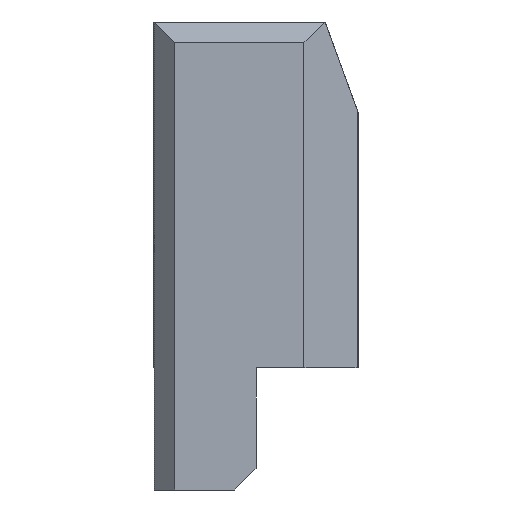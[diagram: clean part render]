
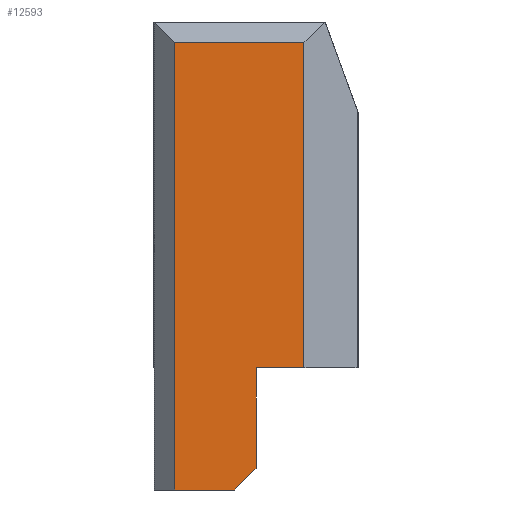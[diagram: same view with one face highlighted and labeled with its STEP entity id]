
A CAD part, left-side view. The second image highlights one B-rep face of the part: STEP entity #12593.
In plain terms, the highlighted planar face has unit normal (-1, 0, 0).
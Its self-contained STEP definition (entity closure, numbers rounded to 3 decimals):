
#2991 = PLANE('',#2992);
#2992 = AXIS2_PLACEMENT_3D('',#2993,#2994,#2995);
#2993 = CARTESIAN_POINT('',(0.571,-0.929,-5.));
#2994 = DIRECTION('',(0.707,0.707,0.));
#2995 = DIRECTION('',(0.,0.,1.));
#3266 = PLANE('',#3267);
#3267 = AXIS2_PLACEMENT_3D('',#3268,#3269,#3270);
#3268 = CARTESIAN_POINT('',(-7.,-5.,12.));
#3269 = DIRECTION('',(-0.707,0.,0.707));
#3270 = DIRECTION('',(0.707,0.,0.707));
#9622 = VERTEX_POINT('',#9623);
#9623 = CARTESIAN_POINT('',(-3.,2.642,0.));
#9636 = PLANE('',#9637);
#9637 = AXIS2_PLACEMENT_3D('',#9638,#9639,#9640);
#9638 = CARTESIAN_POINT('',(-5.,-1.,0.));
#9639 = DIRECTION('',(0.,0.,1.));
#9640 = DIRECTION('',(1.,0.,0.));
#9647 = EDGE_CURVE('',#9622,#9648,#9650,.T.);
#9648 = VERTEX_POINT('',#9649);
#9649 = CARTESIAN_POINT('',(-3.,2.642,16.));
#9650 = SURFACE_CURVE('',#9651,(#9655,#9661),.PCURVE_S1.);
#9651 = LINE('',#9652,#9653);
#9652 = CARTESIAN_POINT('',(-3.,2.642,-5.5));
#9653 = VECTOR('',#9654,1.);
#9654 = DIRECTION('',(0.,0.,1.));
#9655 = PCURVE('',#2991,#9656);
#9656 = DEFINITIONAL_REPRESENTATION('',(#9657),#9660);
#9657 = B_SPLINE_CURVE_WITH_KNOTS('',1,(#9658,#9659),.UNSPECIFIED.,.F.,
  .F.,(2,2),(-1.703,24.736),.PIECEWISE_BEZIER_KNOTS.);
#9658 = CARTESIAN_POINT('',(-2.203,-5.05));
#9659 = CARTESIAN_POINT('',(24.236,-5.05));
#9660 = ( GEOMETRIC_REPRESENTATION_CONTEXT(2) 
PARAMETRIC_REPRESENTATION_CONTEXT() REPRESENTATION_CONTEXT('2D SPACE',''
  ) );
#9661 = PCURVE('',#9662,#9667);
#9662 = PLANE('',#9663);
#9663 = AXIS2_PLACEMENT_3D('',#9664,#9665,#9666);
#9664 = CARTESIAN_POINT('',(-3.,0.,-6.));
#9665 = DIRECTION('',(1.,0.,0.));
#9666 = DIRECTION('',(0.,0.,1.));
#9667 = DEFINITIONAL_REPRESENTATION('',(#9668),#9671);
#9668 = B_SPLINE_CURVE_WITH_KNOTS('',1,(#9669,#9670),.UNSPECIFIED.,.F.,
  .F.,(2,2),(-1.703,24.736),.PIECEWISE_BEZIER_KNOTS.);
#9669 = CARTESIAN_POINT('',(-1.203,-2.642));
#9670 = CARTESIAN_POINT('',(25.236,-2.642));
#9671 = ( GEOMETRIC_REPRESENTATION_CONTEXT(2) 
PARAMETRIC_REPRESENTATION_CONTEXT() REPRESENTATION_CONTEXT('2D SPACE',''
  ) );
#9714 = PLANE('',#9715);
#9715 = AXIS2_PLACEMENT_3D('',#9716,#9717,#9718);
#9716 = CARTESIAN_POINT('',(-3.,0.,-6.));
#9717 = DIRECTION('',(0.,0.,1.));
#9718 = DIRECTION('',(1.,0.,0.));
#9739 = PLANE('',#9740);
#9740 = AXIS2_PLACEMENT_3D('',#9741,#9742,#9743);
#9741 = CARTESIAN_POINT('',(-7.,5.,-10.));
#9742 = DIRECTION('',(-0.707,0.707,0.));
#9743 = DIRECTION('',(0.,0.,1.));
#9807 = VERTEX_POINT('',#9808);
#9808 = CARTESIAN_POINT('',(-3.,9.,16.));
#9827 = EDGE_CURVE('',#9807,#9648,#9828,.T.);
#9828 = SURFACE_CURVE('',#9829,(#9833,#9839),.PCURVE_S1.);
#9829 = LINE('',#9830,#9831);
#9830 = CARTESIAN_POINT('',(-3.,-2.5,16.));
#9831 = VECTOR('',#9832,1.);
#9832 = DIRECTION('',(0.,-1.,0.));
#9833 = PCURVE('',#3266,#9834);
#9834 = DEFINITIONAL_REPRESENTATION('',(#9835),#9838);
#9835 = B_SPLINE_CURVE_WITH_KNOTS('',1,(#9836,#9837),.UNSPECIFIED.,.F.,
  .F.,(2,2),(-13.5,-3.063),.PIECEWISE_BEZIER_KNOTS.);
#9836 = CARTESIAN_POINT('',(5.657,16.));
#9837 = CARTESIAN_POINT('',(5.657,5.563));
#9838 = ( GEOMETRIC_REPRESENTATION_CONTEXT(2) 
PARAMETRIC_REPRESENTATION_CONTEXT() REPRESENTATION_CONTEXT('2D SPACE',''
  ) );
#9839 = PCURVE('',#9662,#9840);
#9840 = DEFINITIONAL_REPRESENTATION('',(#9841),#9844);
#9841 = B_SPLINE_CURVE_WITH_KNOTS('',1,(#9842,#9843),.UNSPECIFIED.,.F.,
  .F.,(2,2),(-13.5,-3.063),.PIECEWISE_BEZIER_KNOTS.);
#9842 = CARTESIAN_POINT('',(22.,-11.));
#9843 = CARTESIAN_POINT('',(22.,-0.563));
#9844 = ( GEOMETRIC_REPRESENTATION_CONTEXT(2) 
PARAMETRIC_REPRESENTATION_CONTEXT() REPRESENTATION_CONTEXT('2D SPACE',''
  ) );
#12593 = ADVANCED_FACE('',(#12594),#9662,.F.);
#12594 = FACE_BOUND('',#12595,.F.);
#12595 = EDGE_LOOP('',(#12596,#12624,#12647,#12666,#12667,#12668,#12689)
  );
#12596 = ORIENTED_EDGE('',*,*,#12597,.F.);
#12597 = EDGE_CURVE('',#12598,#12600,#12602,.T.);
#12598 = VERTEX_POINT('',#12599);
#12599 = CARTESIAN_POINT('',(-3.,6.071,-6.));
#12600 = VERTEX_POINT('',#12601);
#12601 = CARTESIAN_POINT('',(-3.,5.,-4.929));
#12602 = SURFACE_CURVE('',#12603,(#12607,#12613),.PCURVE_S1.);
#12603 = LINE('',#12604,#12605);
#12604 = CARTESIAN_POINT('',(-3.,5.286,-5.214));
#12605 = VECTOR('',#12606,1.);
#12606 = DIRECTION('',(0.,-0.707,0.707));
#12607 = PCURVE('',#9662,#12608);
#12608 = DEFINITIONAL_REPRESENTATION('',(#12609),#12612);
#12609 = B_SPLINE_CURVE_WITH_KNOTS('',1,(#12610,#12611),.UNSPECIFIED.,
  .F.,.F.,(2,2),(-3.541,0.762),
  .PIECEWISE_BEZIER_KNOTS.);
#12610 = CARTESIAN_POINT('',(-1.718,-7.789));
#12611 = CARTESIAN_POINT('',(1.325,-4.746));
#12612 = ( GEOMETRIC_REPRESENTATION_CONTEXT(2) 
PARAMETRIC_REPRESENTATION_CONTEXT() REPRESENTATION_CONTEXT('2D SPACE',''
  ) );
#12613 = PCURVE('',#12614,#12619);
#12614 = PLANE('',#12615);
#12615 = AXIS2_PLACEMENT_3D('',#12616,#12617,#12618);
#12616 = CARTESIAN_POINT('',(-5.,7.536,-7.464));
#12617 = DIRECTION('',(0.,0.707,0.707));
#12618 = DIRECTION('',(0.,-0.707,0.707));
#12619 = DEFINITIONAL_REPRESENTATION('',(#12620),#12623);
#12620 = B_SPLINE_CURVE_WITH_KNOTS('',1,(#12621,#12622),.UNSPECIFIED.,
  .F.,.F.,(2,2),(-3.541,0.762),
  .PIECEWISE_BEZIER_KNOTS.);
#12621 = CARTESIAN_POINT('',(-0.359,2.));
#12622 = CARTESIAN_POINT('',(3.944,2.));
#12623 = ( GEOMETRIC_REPRESENTATION_CONTEXT(2) 
PARAMETRIC_REPRESENTATION_CONTEXT() REPRESENTATION_CONTEXT('2D SPACE',''
  ) );
#12624 = ORIENTED_EDGE('',*,*,#12625,.T.);
#12625 = EDGE_CURVE('',#12598,#12626,#12628,.T.);
#12626 = VERTEX_POINT('',#12627);
#12627 = CARTESIAN_POINT('',(-3.,9.,-6.));
#12628 = SURFACE_CURVE('',#12629,(#12633,#12640),.PCURVE_S1.);
#12629 = LINE('',#12630,#12631);
#12630 = CARTESIAN_POINT('',(-3.,0.,-6.));
#12631 = VECTOR('',#12632,1.);
#12632 = DIRECTION('',(0.,1.,0.));
#12633 = PCURVE('',#9662,#12634);
#12634 = DEFINITIONAL_REPRESENTATION('',(#12635),#12639);
#12635 = LINE('',#12636,#12637);
#12636 = CARTESIAN_POINT('',(0.,0.));
#12637 = VECTOR('',#12638,1.);
#12638 = DIRECTION('',(0.,-1.));
#12639 = ( GEOMETRIC_REPRESENTATION_CONTEXT(2) 
PARAMETRIC_REPRESENTATION_CONTEXT() REPRESENTATION_CONTEXT('2D SPACE',''
  ) );
#12640 = PCURVE('',#9714,#12641);
#12641 = DEFINITIONAL_REPRESENTATION('',(#12642),#12646);
#12642 = LINE('',#12643,#12644);
#12643 = CARTESIAN_POINT('',(0.,0.));
#12644 = VECTOR('',#12645,1.);
#12645 = DIRECTION('',(0.,1.));
#12646 = ( GEOMETRIC_REPRESENTATION_CONTEXT(2) 
PARAMETRIC_REPRESENTATION_CONTEXT() REPRESENTATION_CONTEXT('2D SPACE',''
  ) );
#12647 = ORIENTED_EDGE('',*,*,#12648,.T.);
#12648 = EDGE_CURVE('',#12626,#9807,#12649,.T.);
#12649 = SURFACE_CURVE('',#12650,(#12654,#12660),.PCURVE_S1.);
#12650 = LINE('',#12651,#12652);
#12651 = CARTESIAN_POINT('',(-3.,9.,-8.));
#12652 = VECTOR('',#12653,1.);
#12653 = DIRECTION('',(0.,0.,1.));
#12654 = PCURVE('',#9662,#12655);
#12655 = DEFINITIONAL_REPRESENTATION('',(#12656),#12659);
#12656 = B_SPLINE_CURVE_WITH_KNOTS('',1,(#12657,#12658),.UNSPECIFIED.,
  .F.,.F.,(2,2),(-0.3,27.3),.PIECEWISE_BEZIER_KNOTS.);
#12657 = CARTESIAN_POINT('',(-2.3,-9.));
#12658 = CARTESIAN_POINT('',(25.3,-9.));
#12659 = ( GEOMETRIC_REPRESENTATION_CONTEXT(2) 
PARAMETRIC_REPRESENTATION_CONTEXT() REPRESENTATION_CONTEXT('2D SPACE',''
  ) );
#12660 = PCURVE('',#9739,#12661);
#12661 = DEFINITIONAL_REPRESENTATION('',(#12662),#12665);
#12662 = B_SPLINE_CURVE_WITH_KNOTS('',1,(#12663,#12664),.UNSPECIFIED.,
  .F.,.F.,(2,2),(-0.3,27.3),.PIECEWISE_BEZIER_KNOTS.);
#12663 = CARTESIAN_POINT('',(1.7,5.657));
#12664 = CARTESIAN_POINT('',(29.3,5.657));
#12665 = ( GEOMETRIC_REPRESENTATION_CONTEXT(2) 
PARAMETRIC_REPRESENTATION_CONTEXT() REPRESENTATION_CONTEXT('2D SPACE',''
  ) );
#12666 = ORIENTED_EDGE('',*,*,#9827,.T.);
#12667 = ORIENTED_EDGE('',*,*,#9647,.F.);
#12668 = ORIENTED_EDGE('',*,*,#12669,.F.);
#12669 = EDGE_CURVE('',#12670,#9622,#12672,.T.);
#12670 = VERTEX_POINT('',#12671);
#12671 = CARTESIAN_POINT('',(-3.,5.,0.));
#12672 = SURFACE_CURVE('',#12673,(#12677,#12683),.PCURVE_S1.);
#12673 = LINE('',#12674,#12675);
#12674 = CARTESIAN_POINT('',(-3.,-0.5,0.));
#12675 = VECTOR('',#12676,1.);
#12676 = DIRECTION('',(0.,-1.,0.));
#12677 = PCURVE('',#9662,#12678);
#12678 = DEFINITIONAL_REPRESENTATION('',(#12679),#12682);
#12679 = B_SPLINE_CURVE_WITH_KNOTS('',1,(#12680,#12681),.UNSPECIFIED.,
  .F.,.F.,(2,2),(-5.986,-0.156),
  .PIECEWISE_BEZIER_KNOTS.);
#12680 = CARTESIAN_POINT('',(6.,-5.486));
#12681 = CARTESIAN_POINT('',(6.,0.344));
#12682 = ( GEOMETRIC_REPRESENTATION_CONTEXT(2) 
PARAMETRIC_REPRESENTATION_CONTEXT() REPRESENTATION_CONTEXT('2D SPACE',''
  ) );
#12683 = PCURVE('',#9636,#12684);
#12684 = DEFINITIONAL_REPRESENTATION('',(#12685),#12688);
#12685 = B_SPLINE_CURVE_WITH_KNOTS('',1,(#12686,#12687),.UNSPECIFIED.,
  .F.,.F.,(2,2),(-5.986,-0.156),
  .PIECEWISE_BEZIER_KNOTS.);
#12686 = CARTESIAN_POINT('',(2.,6.486));
#12687 = CARTESIAN_POINT('',(2.,0.656));
#12688 = ( GEOMETRIC_REPRESENTATION_CONTEXT(2) 
PARAMETRIC_REPRESENTATION_CONTEXT() REPRESENTATION_CONTEXT('2D SPACE',''
  ) );
#12689 = ORIENTED_EDGE('',*,*,#12690,.F.);
#12690 = EDGE_CURVE('',#12600,#12670,#12691,.T.);
#12691 = SURFACE_CURVE('',#12692,(#12696,#12702),.PCURVE_S1.);
#12692 = LINE('',#12693,#12694);
#12693 = CARTESIAN_POINT('',(-3.,5.,-6.5));
#12694 = VECTOR('',#12695,1.);
#12695 = DIRECTION('',(0.,0.,1.));
#12696 = PCURVE('',#9662,#12697);
#12697 = DEFINITIONAL_REPRESENTATION('',(#12698),#12701);
#12698 = B_SPLINE_CURVE_WITH_KNOTS('',1,(#12699,#12700),.UNSPECIFIED.,
  .F.,.F.,(2,2),(1.078,6.993),
  .PIECEWISE_BEZIER_KNOTS.);
#12699 = CARTESIAN_POINT('',(0.578,-5.));
#12700 = CARTESIAN_POINT('',(6.493,-5.));
#12701 = ( GEOMETRIC_REPRESENTATION_CONTEXT(2) 
PARAMETRIC_REPRESENTATION_CONTEXT() REPRESENTATION_CONTEXT('2D SPACE',''
  ) );
#12702 = PCURVE('',#12703,#12708);
#12703 = PLANE('',#12704);
#12704 = AXIS2_PLACEMENT_3D('',#12705,#12706,#12707);
#12705 = CARTESIAN_POINT('',(-5.,5.,-7.));
#12706 = DIRECTION('',(0.,1.,0.));
#12707 = DIRECTION('',(0.,0.,1.));
#12708 = DEFINITIONAL_REPRESENTATION('',(#12709),#12712);
#12709 = B_SPLINE_CURVE_WITH_KNOTS('',1,(#12710,#12711),.UNSPECIFIED.,
  .F.,.F.,(2,2),(1.078,6.993),
  .PIECEWISE_BEZIER_KNOTS.);
#12710 = CARTESIAN_POINT('',(1.578,2.));
#12711 = CARTESIAN_POINT('',(7.493,2.));
#12712 = ( GEOMETRIC_REPRESENTATION_CONTEXT(2) 
PARAMETRIC_REPRESENTATION_CONTEXT() REPRESENTATION_CONTEXT('2D SPACE',''
  ) );
